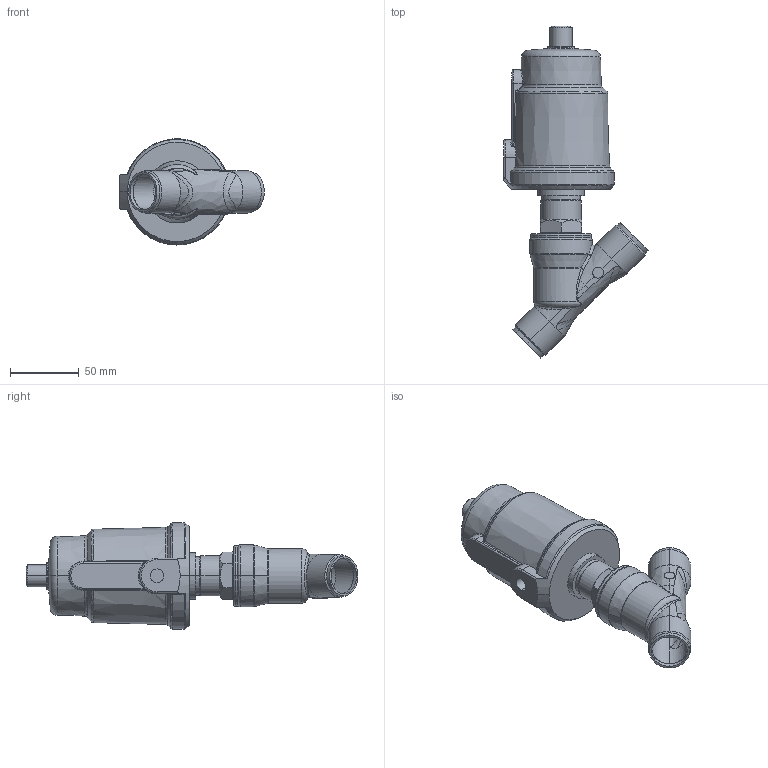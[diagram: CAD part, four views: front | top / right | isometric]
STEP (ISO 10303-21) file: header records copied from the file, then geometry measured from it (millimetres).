
FILE_DESCRIPTION (( 'STEP AP203' ), '1' );
FILE_NAME ('63DN25H25µ¥-DIN 11850.2 .STEP', '2023-02-16T02:49:13', ( '' ), ( '' ), 'SwSTEP 2.0', 'SolidWorks 2014', '' );
FILE_SCHEMA (( 'CONFIG_CONTROL_DESIGN' ));
Length unit declared in the file: millimetre
Products named in the file (5): 蟀諉25-10H25; 63DN25H25µ¥-DIN 11850.2 ; H2000 63ͷ; DN25爾諉概极11850.2; 錨璃1^63DN25H25等-DIN 11850.2 
Assembly tree (3 placements, depth 2):
  63DN25H25µ¥-DIN 11850.2 
    蟀諉25-10H25
    H2000 63ͷ
    DN25爾諉概极11850.2
  錨璃1^63DN25H25等-DIN 11850.2 
Bounding box: 104.83 x 240.6 x 76.89 mm (x, y, z)
Volume: 437408 mm3; surface area: 65337 mm2
Topology: 3 solids, 3 shells, 402 faces, 988 edges, 618 vertices
Faces by surface type: plane 138, bspline 106, cylinder 72, cone 49, torus 32, sphere 5
Entity records: 19068 total; most frequent: CARTESIAN_POINT 9849, ORIENTED_EDGE 1976, DIRECTION 1553, EDGE_CURVE 988, VERTEX_POINT 618, AXIS2_PLACEMENT_3D 555, VECTOR 443, LINE 443
